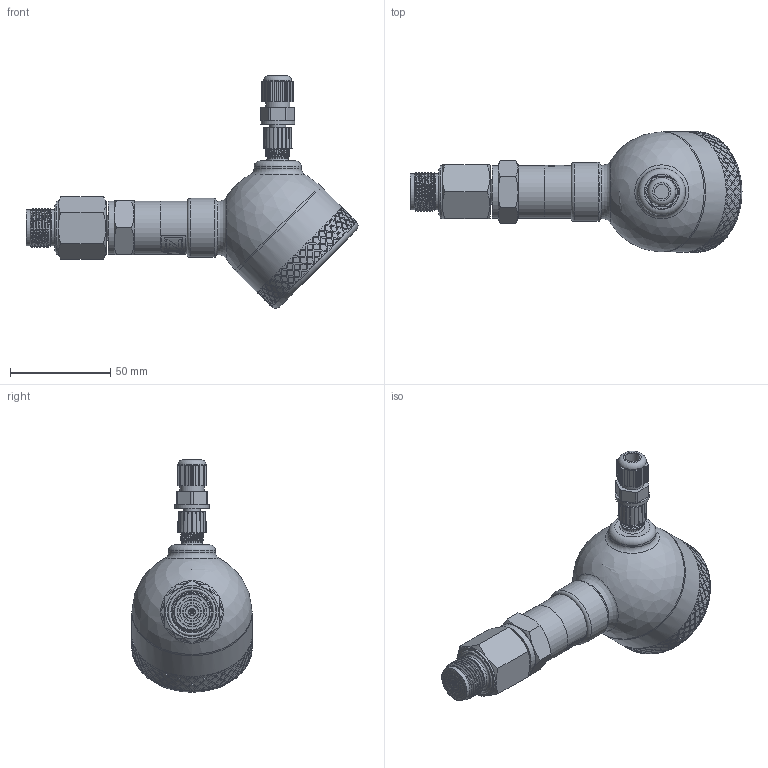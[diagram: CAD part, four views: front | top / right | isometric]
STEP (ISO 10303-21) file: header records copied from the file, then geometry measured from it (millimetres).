
FILE_DESCRIPTION(/* description */ (''),/* implementation_level */ '2;1');
FILE_NAME(/* name */ 'APZ3420mFH_M20x1,5DIN-flush_3.step',/* time_stamp */ '2021-07-07T15:56:41+03:00',/* author */ (''),/* organization */ (''),/* preprocessor_version */ 'ST-DEVELOPER v18.1',/* originating_system */ 'Autodesk Translation Framework v10.9.0.1377',/* authorisation */ '');
FILE_SCHEMA (('AUTOMOTIVE_DESIGN { 1 0 10303 214 3 1 1 }'));
Length unit declared in the file: millimetre
Products named in the file (8): АПЗ420М-полевойкорпус-
заполненный; Заполненный полевой 
корпус v13; Main body; Cover without display; M12x1 adapter; M12x1 female straight v9; G1\4EN; M20x1,5DIN diaphragm 18 v8
Assembly tree (7 placements, depth 3):
  АПЗ420М-полевойкорпус-
заполненный
    Заполненный полевой 
корпус v13
      Main body
      Cover without display
      M12x1 adapter
      M12x1 female straight v9
    G1\4EN
    M20x1,5DIN diaphragm 18 v8
Bounding box: 165.92 x 60.1 x 116.18 mm (x, y, z)
Volume: 250129.9 mm3; surface area: 43055.8 mm2
Topology: 9 solids, 9 shells, 1622 faces, 4004 edges, 2654 vertices
Faces by surface type: bspline 939, cylinder 323, plane 287, cone 43, torus 29, sphere 1
Full cylindrical faces by diameter (mm): 1 x4, 2 x1, 3.3 x1, 4 x1, 5 x3, 7.3 x1, 8 x3, 9.3 x1, 9.5 x2, 10.293 x1, 10.5 x2, 10.741 x7, 11 x1, 11.445 x4, 11.884 x6, 12 x1, 13.157 x9, 14 x1, 17 x1, 18 x2, 18.137 x5, 19.7 x1, 19.85 x4, 21 x1, 21.6 x1, 21.767 x1, 22.4 x1, 23.6 x1, 24 x1, 24.5 x2
Entity records: 74640 total; most frequent: CARTESIAN_POINT 43575, ORIENTED_EDGE 8004, EDGE_CURVE 4002, DIRECTION 3211, B_SPLINE_CURVE_WITH_KNOTS 2663, VERTEX_POINT 2654, EDGE_LOOP 1886, FACE_OUTER_BOUND 1622
